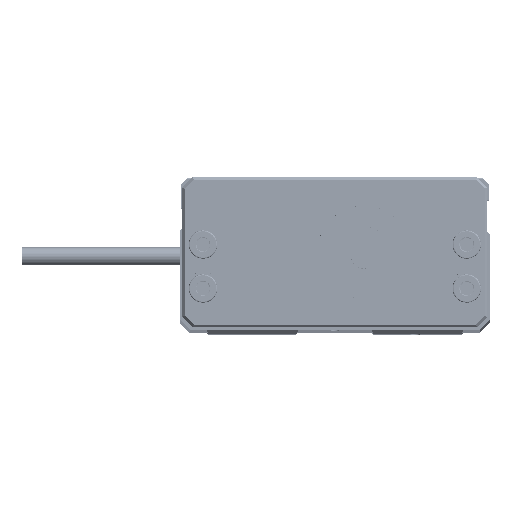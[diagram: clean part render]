
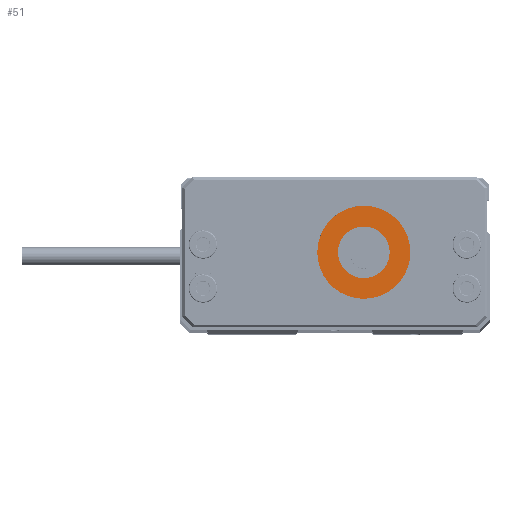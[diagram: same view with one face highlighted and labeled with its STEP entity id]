
A CAD part, top view. The second image highlights one B-rep face of the part: STEP entity #51.
In plain terms, the highlighted planar face has unit normal (0, 0, 1).
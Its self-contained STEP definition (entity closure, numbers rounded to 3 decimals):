
#51 = ADVANCED_FACE ( 'NONE', ( #14540, #31880 ), #37144, .T. ) ;
#4099 = VERTEX_POINT ( 'NONE', #27816 ) ;
#5530 = EDGE_CURVE ( 'NONE', #35921, #4099, #34421, .T. ) ;
#7065 = CARTESIAN_POINT ( 'NONE',  ( 35.1, -14.5, 8. ) ) ;
#7268 = DIRECTION ( 'NONE',  ( 0., 0., 1. ) ) ;
#8143 = DIRECTION ( 'NONE',  ( 1., 0., 0. ) ) ;
#10474 = VERTEX_POINT ( 'NONE', #44651 ) ;
#10836 = AXIS2_PLACEMENT_3D ( 'NONE', #7065, #24722, #16213 ) ;
#12723 = CIRCLE ( 'NONE', #10836, 5. ) ;
#13199 = AXIS2_PLACEMENT_3D ( 'NONE', #23042, #36573, #41266 ) ;
#14028 = ORIENTED_EDGE ( 'NONE', *, *, #55131, .T. ) ;
#14540 = FACE_OUTER_BOUND ( 'NONE', #50696, .T. ) ;
#16213 = DIRECTION ( 'NONE',  ( 1., 0., 0. ) ) ;
#19406 = AXIS2_PLACEMENT_3D ( 'NONE', #34261, #46855, #24590 ) ;
#20642 = CARTESIAN_POINT ( 'NONE',  ( 44.1, -14.5, 8. ) ) ;
#23042 = CARTESIAN_POINT ( 'NONE',  ( 35.1, -14.5, 8. ) ) ;
#24590 = DIRECTION ( 'NONE',  ( 1., 0., 0. ) ) ;
#24722 = DIRECTION ( 'NONE',  ( 0., 0., -1. ) ) ;
#27816 = CARTESIAN_POINT ( 'NONE',  ( 26.1, -14.5, 8. ) ) ;
#29609 = CARTESIAN_POINT ( 'NONE',  ( 35.1, -14.5, 8. ) ) ;
#31880 = FACE_BOUND ( 'NONE', #39090, .T. ) ;
#32304 = AXIS2_PLACEMENT_3D ( 'NONE', #41383, #55096, #55400 ) ;
#34261 = CARTESIAN_POINT ( 'NONE',  ( 35.1, -14.5, 8. ) ) ;
#34421 = CIRCLE ( 'NONE', #19406, 9. ) ;
#35921 = VERTEX_POINT ( 'NONE', #20642 ) ;
#36573 = DIRECTION ( 'NONE',  ( 0., 0., 1. ) ) ;
#36824 = EDGE_CURVE ( 'NONE', #38038, #10474, #42598, .T. ) ;
#37144 = PLANE ( 'NONE',  #13199 ) ;
#37721 = ORIENTED_EDGE ( 'NONE', *, *, #39294, .T. ) ;
#38038 = VERTEX_POINT ( 'NONE', #46624 ) ;
#38476 = ORIENTED_EDGE ( 'NONE', *, *, #5530, .T. ) ;
#39090 = EDGE_LOOP ( 'NONE', ( #37721, #56035 ) ) ;
#39294 = EDGE_CURVE ( 'NONE', #10474, #38038, #12723, .T. ) ;
#41266 = DIRECTION ( 'NONE',  ( 1., 0., 0. ) ) ;
#41383 = CARTESIAN_POINT ( 'NONE',  ( 35.1, -14.5, 8. ) ) ;
#42598 = CIRCLE ( 'NONE', #32304, 5. ) ;
#44651 = CARTESIAN_POINT ( 'NONE',  ( 40.1, -14.5, 8. ) ) ;
#46624 = CARTESIAN_POINT ( 'NONE',  ( 30.1, -14.5, 8. ) ) ;
#46855 = DIRECTION ( 'NONE',  ( 0., 0., 1. ) ) ;
#50696 = EDGE_LOOP ( 'NONE', ( #38476, #14028 ) ) ;
#52927 = CIRCLE ( 'NONE', #53856, 9. ) ;
#53856 = AXIS2_PLACEMENT_3D ( 'NONE', #29609, #7268, #8143 ) ;
#55096 = DIRECTION ( 'NONE',  ( 0., 0., -1. ) ) ;
#55131 = EDGE_CURVE ( 'NONE', #4099, #35921, #52927, .T. ) ;
#55400 = DIRECTION ( 'NONE',  ( 1., 0., 0. ) ) ;
#56035 = ORIENTED_EDGE ( 'NONE', *, *, #36824, .T. ) ;
